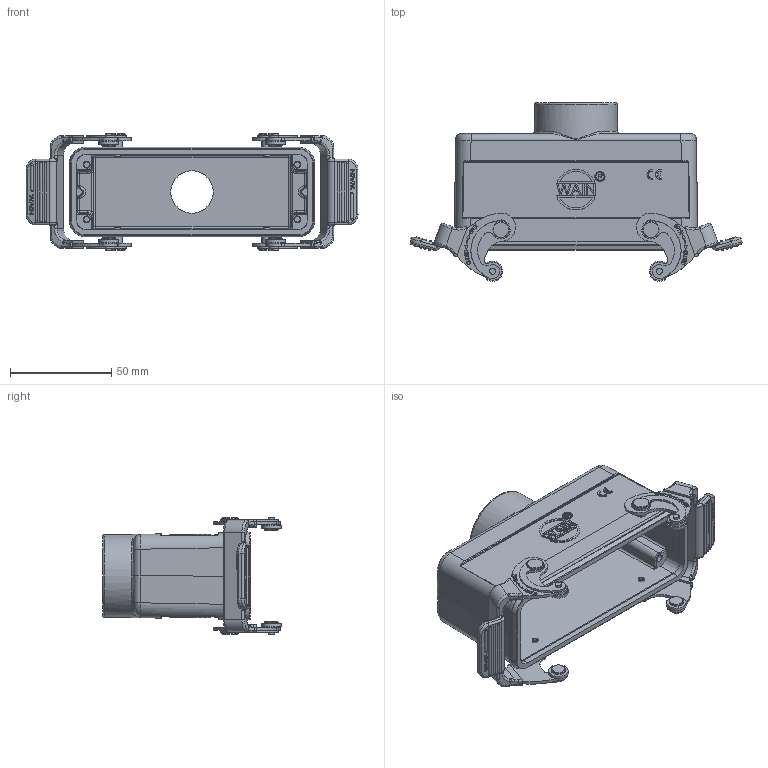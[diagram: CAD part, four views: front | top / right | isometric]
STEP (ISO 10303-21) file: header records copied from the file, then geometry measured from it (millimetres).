
FILE_DESCRIPTION(/* description */ (''),/* implementation_level */ '2;1');
FILE_NAME(/* name */ '3D_1240247411003_HV24B-CCT-2L_SC-M25_V1.0_step.stp',/* time_stamp */ '2023-11-30T18:16:35+08:00',/* author */ (''),/* organization */ (''),/* preprocessor_version */ 'ST-DEVELOPER v18.1',/* originating_system */ 'SIEMENS PLM Software NX 1980',/* authorisation */ '');
FILE_SCHEMA (('AP203_CONFIGURATION_CONTROLLED_3D_DESIGN_OF_MECHANICAL_PARTS_AND_ASSEMBLIES_MIM_LF { 1 0 10303 403 2 1 2}'));
Products named in the file (1): 3D_1240247411003_HV24B-CCT-2L_SC-M25_V1.0_step
Bounding box: 163.89 x 88.13 x 57.5 mm (x, y, z)
Volume: 91360.7 mm3; surface area: 71315 mm2
Topology: 10 solids, 12 shells, 1736 faces, 4449 edges, 2833 vertices
Faces by surface type: plane 854, cylinder 497, bspline 124, extrusion 90, torus 85, sphere 49, cone 35, revolution 2
Full cylindrical faces by diameter (mm): 1.9 x4, 2 x4, 2.75 x4, 2.95 x8, 3 x4, 3.5 x4, 4 x2, 4.8 x4, 4.9 x4, 5 x10, 7 x4, 8 x4, 9.8 x4, 21 x1, 23.5 x1, 41 x1
Entity records: 58793 total; most frequent: CARTESIAN_POINT 18232, ORIENTED_EDGE 8498, DIRECTION 7885, EDGE_CURVE 4249, VERTEX_POINT 2781, AXIS2_PLACEMENT_3D 2718, VECTOR 2447, LINE 2357
